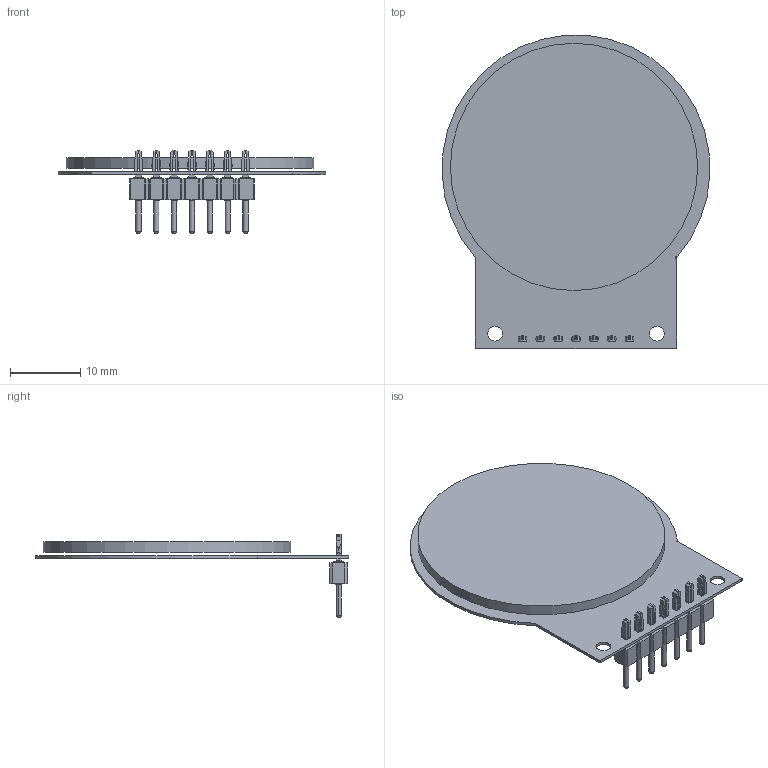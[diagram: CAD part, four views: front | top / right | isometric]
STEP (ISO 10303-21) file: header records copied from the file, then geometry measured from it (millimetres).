
FILE_DESCRIPTION(('Open CASCADE Model'),'2;1');
FILE_NAME('Open CASCADE Shape Model','2023-01-15T09:14:21',('Author'),( 'Open CASCADE'),'Open CASCADE STEP processor 6.8','Open CASCADE 6.8' ,'Unknown');
FILE_SCHEMA(('AUTOMOTIVE_DESIGN { 1 0 10303 214 1 1 1 1 }'));
Length unit declared in the file: millimetre
Products named in the file (7): PCB; Board; P1; pcb_connector_800-10-007-66-001101; Free-Models; 800390560; Cylinder
Assembly tree (6 placements, depth 4):
  PCB
    Board
    P1
      pcb_connector_800-10-007-66-001101
    Free-Models
      800390560
        Cylinder
Bounding box: 38.12 x 44.58 x 11.85 mm (x, y, z)
Volume: 2181.4 mm3; surface area: 5344.6 mm2
Topology: 3 solids, 3 shells, 389 faces, 1100 edges, 731 vertices
Faces by surface type: plane 240, cylinder 128, torus 14, sphere 7
Full cylindrical faces by diameter (mm): 0.9 x7, 2.1 x2, 35.2 x1
Entity records: 44369 total; most frequent: CARTESIAN_POINT 21053, DIRECTION 3536, ORIENTED_EDGE 2172, PCURVE 2172, DEFINITIONAL_REPRESENTATION 2172, LINE 2135, VECTOR 2135, EDGE_CURVE 1086
